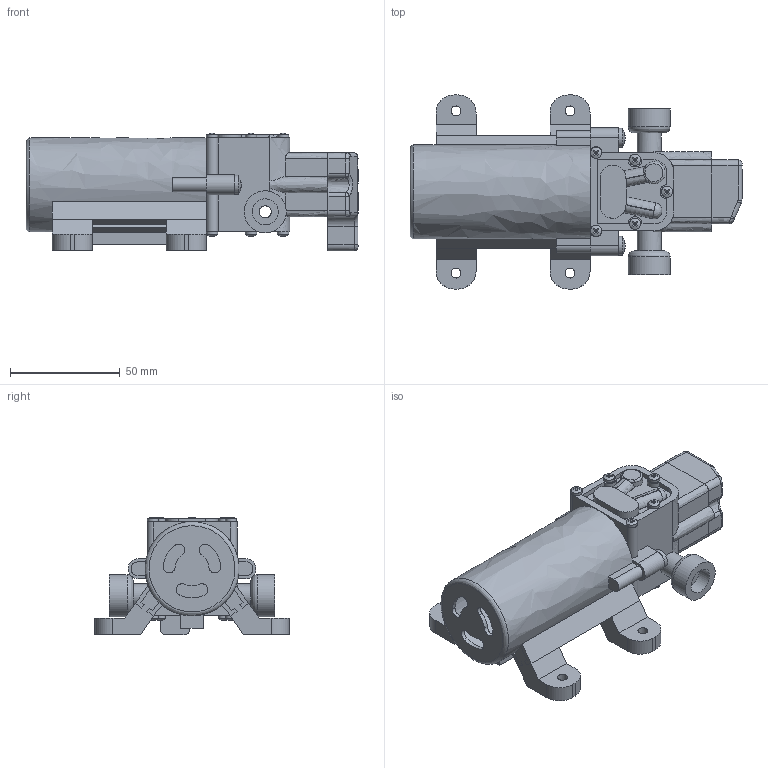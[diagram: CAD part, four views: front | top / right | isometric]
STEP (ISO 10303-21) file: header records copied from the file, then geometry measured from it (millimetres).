
FILE_DESCRIPTION(('FreeCAD Model'),'2;1');
FILE_NAME('Open CASCADE Shape Model','2025-05-04T00:02:47',('FreeCAD'),( 'FreeCAD'),'Open CASCADE STEP processor 7.6','FreeCAD','Unknown');
FILE_SCHEMA(('AUTOMOTIVE_DESIGN { 1 0 10303 214 1 1 1 1 }'));
Length unit declared in the file: millimetre
Products named in the file (1): Open CASCADE STEP translator 7.6 1
Bounding box: 151.15 x 88.34 x 53.58 mm (x, y, z)
Volume: 144742.7 mm3; surface area: 63222.5 mm2
Topology: 19 solids, 19 shells, 621 faces, 1637 edges, 1068 vertices
Faces by surface type: bspline 621
Entity records: 20128 total; most frequent: CARTESIAN_POINT 11071, ORIENTED_EDGE 3250, EDGE_CURVE 1625, VERTEX_POINT 1068, B_SPLINE_CURVE_WITH_KNOTS 711, FACE_BOUND 675, EDGE_LOOP 675, ADVANCED_FACE 621
